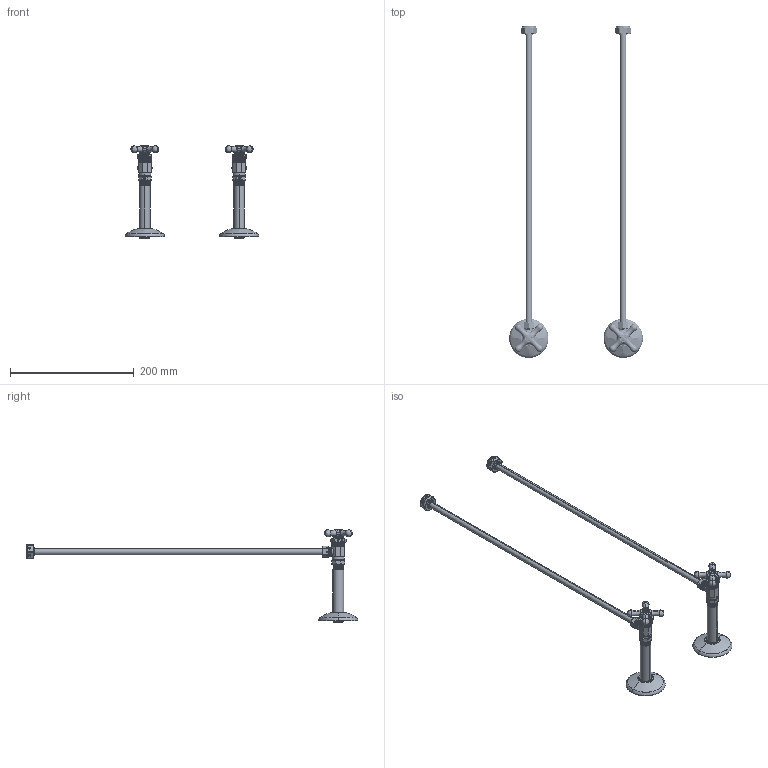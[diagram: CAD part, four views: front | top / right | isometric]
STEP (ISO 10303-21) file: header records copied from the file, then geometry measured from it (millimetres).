
FILE_DESCRIPTION((''),'2;1');
FILE_NAME('490X','2021-06-17T18:47:04',('NSantos'),(''),'CREO PARAMETRIC BY PTC INC, 2018500','CREO PARAMETRIC BY PTC INC, 2018500','');
FILE_SCHEMA(('CONFIG_CONTROL_DESIGN'));
Length unit declared in the file: inch
Products named in the file (1): 490X
Bounding box: 215.9 x 536.19 x 151.65 mm (x, y, z)
Volume: 57155.1 mm3; surface area: 168412.2 mm2
Topology: 10 solids, 38 shells, 1596 faces, 4512 edges, 2992 vertices
Faces by surface type: cylinder 580, plane 372, bspline 336, cone 200, torus 72, sphere 36
Entity records: 93659 total; most frequent: CARTESIAN_POINT 56767, ORIENTED_EDGE 8460, DIRECTION 6144, EDGE_CURVE 4476, VERTEX_POINT 2992, AXIS2_PLACEMENT_3D 2433, B_SPLINE_CURVE_WITH_KNOTS 2026, EDGE_LOOP 1738
